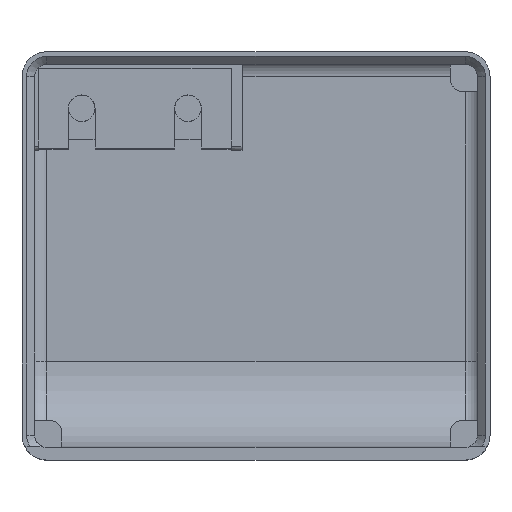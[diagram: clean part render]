
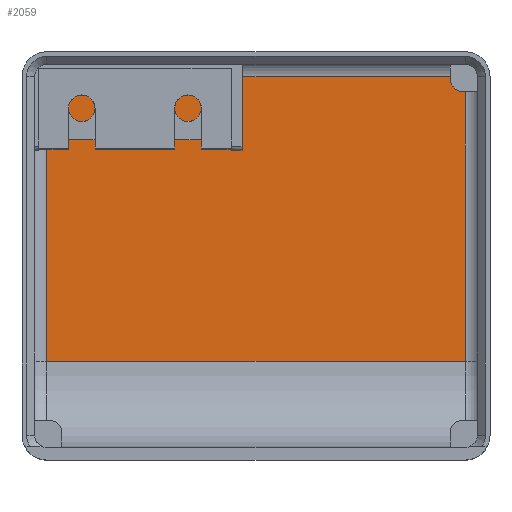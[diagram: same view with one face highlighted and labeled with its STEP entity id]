
A CAD part, top view. The second image highlights one B-rep face of the part: STEP entity #2059.
In plain terms, the highlighted planar face has unit normal (0, 0, 1).
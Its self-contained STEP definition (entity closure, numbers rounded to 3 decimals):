
#292=FACE_OUTER_BOUND('',#413,.T.);
#413=EDGE_LOOP('',(#1859,#1860,#1861,#1862));
#613=LINE('',#3615,#809);
#614=LINE('',#3623,#810);
#615=LINE('',#3629,#811);
#616=LINE('',#3630,#812);
#809=VECTOR('',#2871,10.);
#810=VECTOR('',#2884,10.);
#811=VECTOR('',#2893,10.);
#812=VECTOR('',#2894,10.);
#989=VERTEX_POINT('',#3612);
#990=VERTEX_POINT('',#3614);
#991=VERTEX_POINT('',#3622);
#992=VERTEX_POINT('',#3628);
#1279=EDGE_CURVE('',#990,#989,#613,.T.);
#1283=EDGE_CURVE('',#991,#990,#614,.T.);
#1286=EDGE_CURVE('',#989,#992,#615,.T.);
#1287=EDGE_CURVE('',#992,#991,#616,.T.);
#1859=ORIENTED_EDGE('',*,*,#1279,.T.);
#1860=ORIENTED_EDGE('',*,*,#1286,.T.);
#1861=ORIENTED_EDGE('',*,*,#1287,.T.);
#1862=ORIENTED_EDGE('',*,*,#1283,.T.);
#1945=PLANE('',#2282);
#2059=ADVANCED_FACE('',(#292),#1945,.F.);
#2282=AXIS2_PLACEMENT_3D('',#3627,#2891,#2892);
#2871=DIRECTION('',(-1.,0.,0.));
#2884=DIRECTION('',(0.,1.,0.));
#2891=DIRECTION('center_axis',(0.,0.,-1.));
#2892=DIRECTION('ref_axis',(-1.,0.,0.));
#2893=DIRECTION('',(0.,-1.,0.));
#2894=DIRECTION('',(1.,0.,0.));
#3612=CARTESIAN_POINT('',(3.75,57.75,1.));
#3614=CARTESIAN_POINT('',(66.75,57.75,1.));
#3615=CARTESIAN_POINT('',(18.225,57.75,1.));
#3622=CARTESIAN_POINT('',(66.75,14.9,1.));
#3623=CARTESIAN_POINT('',(66.75,45.7,1.));
#3627=CARTESIAN_POINT('Origin',(35.25,31.1,1.));
#3628=CARTESIAN_POINT('',(3.75,14.9,1.));
#3629=CARTESIAN_POINT('',(3.75,16.5,1.));
#3630=CARTESIAN_POINT('',(52.275,14.9,1.));
